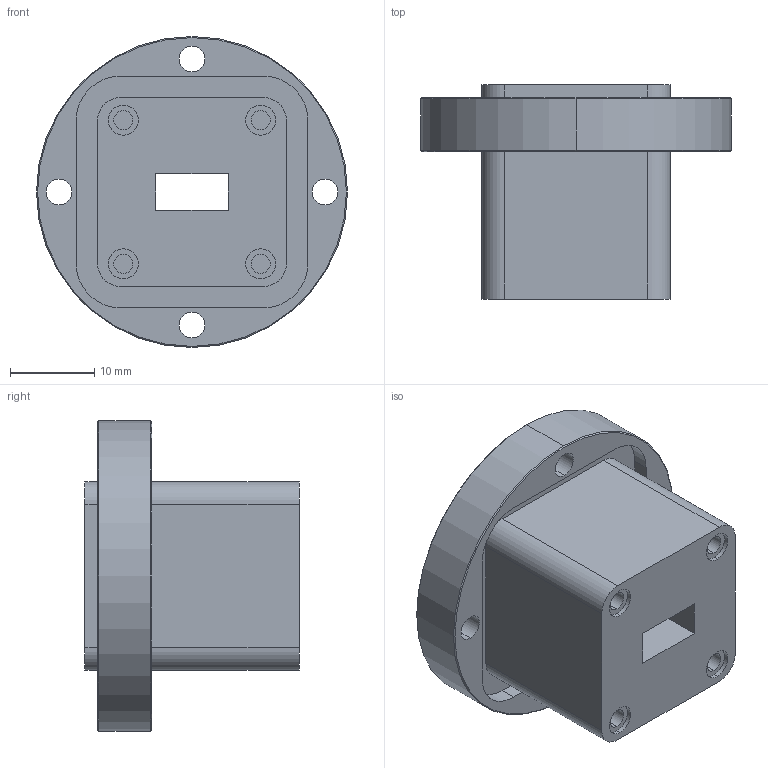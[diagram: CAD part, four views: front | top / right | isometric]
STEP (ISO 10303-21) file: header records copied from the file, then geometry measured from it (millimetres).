
FILE_DESCRIPTION (( 'STEP AP203' ), '1' );
FILE_NAME ('WW-3B-1.0.STEP', '2015-04-23T00:57:27', ( '' ), ( '' ), 'SwSTEP 2.0', 'SolidWorks 2013', '' );
FILE_SCHEMA (( 'CONFIG_CONTROL_DESIGN' ));
Length unit declared in the file: inch
Products named in the file (1): WW-3B-1.0
Bounding box: 36.83 x 25.4 x 36.83 mm (x, y, z)
Volume: 14275.7 mm3; surface area: 5970 mm2
Topology: 1 solids, 1 shells, 111 faces, 258 edges, 164 vertices
Faces by surface type: cylinder 62, plane 37, cone 12
Entity records: 3247 total; most frequent: DIRECTION 602, CARTESIAN_POINT 526, ORIENTED_EDGE 500, EDGE_CURVE 250, AXIS2_PLACEMENT_3D 240, VERTEX_POINT 164, EDGE_LOOP 144, CIRCLE 128
